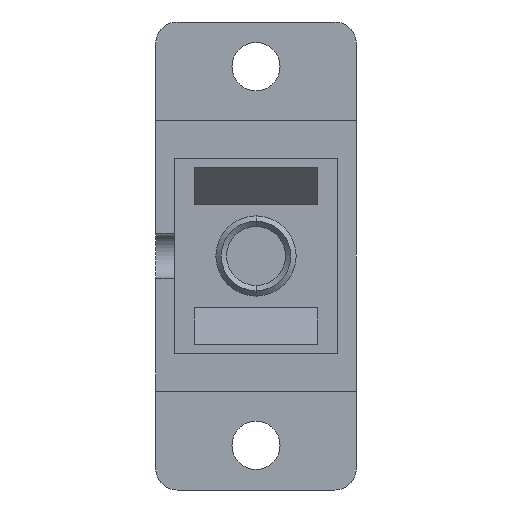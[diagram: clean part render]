
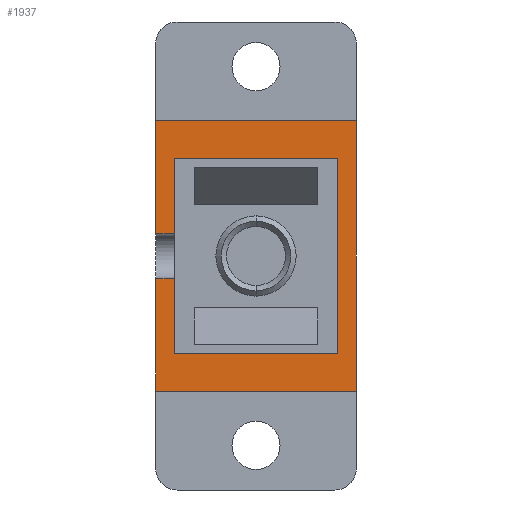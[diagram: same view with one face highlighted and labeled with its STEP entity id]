
A CAD part, front view. The second image highlights one B-rep face of the part: STEP entity #1937.
In plain terms, the highlighted planar face has unit normal (0, -1, 0).
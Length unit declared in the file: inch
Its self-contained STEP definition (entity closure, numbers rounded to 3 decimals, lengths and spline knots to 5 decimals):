
#87 = CARTESIAN_POINT ( 'NONE',  ( -0.1525, -0.57, -0.1825 ) ) ;
#174 = ORIENTED_EDGE ( 'NONE', *, *, #4204, .F. ) ;
#339 = VERTEX_POINT ( 'NONE', #7076 ) ;
#343 = FACE_OUTER_BOUND ( 'NONE', #4871, .T. ) ;
#472 = EDGE_CURVE ( 'NONE', #4416, #4449, #5635, .T. ) ;
#479 = CARTESIAN_POINT ( 'NONE',  ( 0.1786, -0.57, 0.0425 ) ) ;
#481 = ORIENTED_EDGE ( 'NONE', *, *, #3488, .T. ) ;
#500 = LINE ( 'NONE', #7241, #1705 ) ;
#550 = DIRECTION ( 'NONE',  ( 0., 0., 1. ) ) ;
#566 = EDGE_CURVE ( 'NONE', #1259, #2243, #4473, .T. ) ;
#849 = DIRECTION ( 'NONE',  ( 1., 0., 0. ) ) ;
#883 = VERTEX_POINT ( 'NONE', #4668 ) ;
#916 = LINE ( 'NONE', #1136, #5050 ) ;
#925 = EDGE_CURVE ( 'NONE', #960, #4798, #7597, .T. ) ;
#960 = VERTEX_POINT ( 'NONE', #6702 ) ;
#1043 = VECTOR ( 'NONE', #7235, 39.37008 ) ;
#1110 = CARTESIAN_POINT ( 'NONE',  ( -0.1875, -0.57, 0.0425 ) ) ;
#1136 = CARTESIAN_POINT ( 'NONE',  ( 0.1875, -0.57, 0.2525 ) ) ;
#1148 = VECTOR ( 'NONE', #3589, 39.37008 ) ;
#1259 = VERTEX_POINT ( 'NONE', #4440 ) ;
#1417 = ORIENTED_EDGE ( 'NONE', *, *, #925, .F. ) ;
#1438 = VECTOR ( 'NONE', #849, 39.37008 ) ;
#1705 = VECTOR ( 'NONE', #4245, 39.37008 ) ;
#1847 = VECTOR ( 'NONE', #2333, 39.37008 ) ;
#1937 = ADVANCED_FACE ( 'NONE', ( #343 ), #4253, .F. ) ;
#2176 = ORIENTED_EDGE ( 'NONE', *, *, #566, .T. ) ;
#2243 = VERTEX_POINT ( 'NONE', #4601 ) ;
#2333 = DIRECTION ( 'NONE',  ( -1., 0., 0. ) ) ;
#2349 = VERTEX_POINT ( 'NONE', #3467 ) ;
#2354 = CARTESIAN_POINT ( 'NONE',  ( -0.1525, -0.57, 0.1825 ) ) ;
#2361 = CARTESIAN_POINT ( 'NONE',  ( -0.1875, -0.57, 0.2525 ) ) ;
#2416 = EDGE_CURVE ( 'NONE', #6843, #883, #4395, .T. ) ;
#2608 = LINE ( 'NONE', #479, #1847 ) ;
#2671 = DIRECTION ( 'NONE',  ( -1., 0., 0. ) ) ;
#2878 = CARTESIAN_POINT ( 'NONE',  ( 0.1525, -0.57, -0.1825 ) ) ;
#2926 = CARTESIAN_POINT ( 'NONE',  ( -0.1525, -0.57, -0.1825 ) ) ;
#2938 = ORIENTED_EDGE ( 'NONE', *, *, #6251, .T. ) ;
#2954 = EDGE_CURVE ( 'NONE', #883, #5242, #500, .T. ) ;
#3001 = LINE ( 'NONE', #3004, #6188 ) ;
#3004 = CARTESIAN_POINT ( 'NONE',  ( 0.1786, -0.57, -0.0425 ) ) ;
#3086 = DIRECTION ( 'NONE',  ( 0., 0., 1. ) ) ;
#3449 = ORIENTED_EDGE ( 'NONE', *, *, #472, .T. ) ;
#3467 = CARTESIAN_POINT ( 'NONE',  ( -0.1525, -0.57, -0.0425 ) ) ;
#3480 = VECTOR ( 'NONE', #4802, 39.37008 ) ;
#3488 = EDGE_CURVE ( 'NONE', #4449, #2349, #4428, .T. ) ;
#3581 = LINE ( 'NONE', #2354, #1148 ) ;
#3589 = DIRECTION ( 'NONE',  ( 0., 0., 1. ) ) ;
#3600 = DIRECTION ( 'NONE',  ( 0., 1., 0. ) ) ;
#3675 = AXIS2_PLACEMENT_3D ( 'NONE', #2361, #3600, #7346 ) ;
#3719 = DIRECTION ( 'NONE',  ( -1., 0., 0. ) ) ;
#3755 = CARTESIAN_POINT ( 'NONE',  ( 0.1875, -0.57, 0.2525 ) ) ;
#3787 = ORIENTED_EDGE ( 'NONE', *, *, #2416, .F. ) ;
#3824 = VECTOR ( 'NONE', #2671, 39.37008 ) ;
#4012 = VECTOR ( 'NONE', #3086, 39.37008 ) ;
#4128 = LINE ( 'NONE', #4477, #3824 ) ;
#4204 = EDGE_CURVE ( 'NONE', #7270, #960, #4128, .T. ) ;
#4245 = DIRECTION ( 'NONE',  ( 1., 0., 0. ) ) ;
#4253 = PLANE ( 'NONE',  #3675 ) ;
#4265 = CARTESIAN_POINT ( 'NONE',  ( -0.1875, -0.57, -0.2525 ) ) ;
#4395 = LINE ( 'NONE', #7847, #4012 ) ;
#4416 = VERTEX_POINT ( 'NONE', #2878 ) ;
#4428 = LINE ( 'NONE', #6630, #3480 ) ;
#4440 = CARTESIAN_POINT ( 'NONE',  ( -0.1525, -0.57, 0.1825 ) ) ;
#4449 = VERTEX_POINT ( 'NONE', #2926 ) ;
#4473 = LINE ( 'NONE', #6861, #1438 ) ;
#4477 = CARTESIAN_POINT ( 'NONE',  ( -0.1875, -0.57, -0.2525 ) ) ;
#4601 = CARTESIAN_POINT ( 'NONE',  ( 0.1525, -0.57, 0.1825 ) ) ;
#4613 = ORIENTED_EDGE ( 'NONE', *, *, #6817, .F. ) ;
#4668 = CARTESIAN_POINT ( 'NONE',  ( -0.1875, -0.57, 0.2525 ) ) ;
#4759 = CARTESIAN_POINT ( 'NONE',  ( 0.1525, -0.57, 0.1825 ) ) ;
#4798 = VERTEX_POINT ( 'NONE', #7553 ) ;
#4802 = DIRECTION ( 'NONE',  ( 0., 0., 1. ) ) ;
#4857 = ORIENTED_EDGE ( 'NONE', *, *, #5798, .T. ) ;
#4871 = EDGE_LOOP ( 'NONE', ( #4857, #1417, #174, #5321, #7650, #3787, #4613, #5252, #2176, #2938, #3449, #481 ) ) ;
#5050 = VECTOR ( 'NONE', #5407, 39.37008 ) ;
#5097 = EDGE_CURVE ( 'NONE', #5242, #7270, #916, .T. ) ;
#5242 = VERTEX_POINT ( 'NONE', #3755 ) ;
#5252 = ORIENTED_EDGE ( 'NONE', *, *, #5712, .T. ) ;
#5321 = ORIENTED_EDGE ( 'NONE', *, *, #5097, .F. ) ;
#5407 = DIRECTION ( 'NONE',  ( 0., 0., -1. ) ) ;
#5506 = DIRECTION ( 'NONE',  ( -1., 0., 0. ) ) ;
#5635 = LINE ( 'NONE', #87, #7167 ) ;
#5712 = EDGE_CURVE ( 'NONE', #339, #1259, #3581, .T. ) ;
#5798 = EDGE_CURVE ( 'NONE', #2349, #4798, #3001, .T. ) ;
#6002 = VECTOR ( 'NONE', #550, 39.37008 ) ;
#6188 = VECTOR ( 'NONE', #3719, 39.37008 ) ;
#6251 = EDGE_CURVE ( 'NONE', #2243, #4416, #7664, .T. ) ;
#6468 = CARTESIAN_POINT ( 'NONE',  ( 0.1875, -0.57, -0.2525 ) ) ;
#6630 = CARTESIAN_POINT ( 'NONE',  ( -0.1525, -0.57, 0.1825 ) ) ;
#6702 = CARTESIAN_POINT ( 'NONE',  ( -0.1875, -0.57, -0.2525 ) ) ;
#6817 = EDGE_CURVE ( 'NONE', #339, #6843, #2608, .T. ) ;
#6843 = VERTEX_POINT ( 'NONE', #1110 ) ;
#6861 = CARTESIAN_POINT ( 'NONE',  ( -0.1525, -0.57, 0.1825 ) ) ;
#7076 = CARTESIAN_POINT ( 'NONE',  ( -0.1525, -0.57, 0.0425 ) ) ;
#7167 = VECTOR ( 'NONE', #5506, 39.37008 ) ;
#7235 = DIRECTION ( 'NONE',  ( 0., 0., -1. ) ) ;
#7241 = CARTESIAN_POINT ( 'NONE',  ( -0.1875, -0.57, 0.2525 ) ) ;
#7270 = VERTEX_POINT ( 'NONE', #6468 ) ;
#7346 = DIRECTION ( 'NONE',  ( 0., 0., -1. ) ) ;
#7553 = CARTESIAN_POINT ( 'NONE',  ( -0.1875, -0.57, -0.0425 ) ) ;
#7597 = LINE ( 'NONE', #4265, #6002 ) ;
#7650 = ORIENTED_EDGE ( 'NONE', *, *, #2954, .F. ) ;
#7664 = LINE ( 'NONE', #4759, #1043 ) ;
#7847 = CARTESIAN_POINT ( 'NONE',  ( -0.1875, -0.57, -0.2525 ) ) ;
